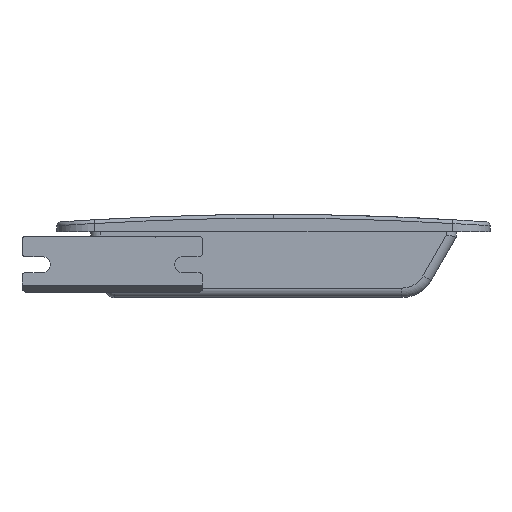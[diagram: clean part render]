
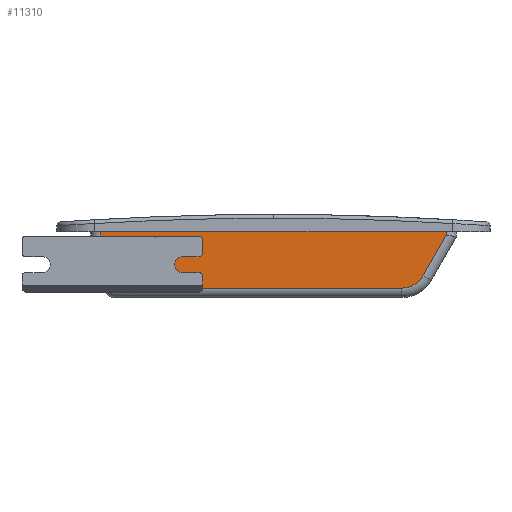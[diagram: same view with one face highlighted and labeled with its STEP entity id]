
A CAD part, front view. The second image highlights one B-rep face of the part: STEP entity #11310.
In plain terms, the highlighted planar face has unit normal (0, -1, 0).
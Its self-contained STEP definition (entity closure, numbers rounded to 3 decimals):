
#10674 = EDGE_CURVE ( 'NONE', #10675, #10676, #19476, .T. ) ;
#10675 = VERTEX_POINT ( 'NONE', #19467 ) ;
#10676 = VERTEX_POINT ( 'NONE', #19466 ) ;
#11096 = VERTEX_POINT ( 'NONE', #20798 ) ;
#11098 = EDGE_CURVE ( 'NONE', #11096, #11099, #20797, .T. ) ;
#11099 = VERTEX_POINT ( 'NONE', #20793 ) ;
#11289 = ORIENTED_EDGE ( 'NONE', *, *, #11098, .F. ) ;
#11290 = ORIENTED_EDGE ( 'NONE', *, *, #11291, .T. ) ;
#11291 = EDGE_CURVE ( 'NONE', #11096, #11292, #21220, .T. ) ;
#11292 = VERTEX_POINT ( 'NONE', #21216 ) ;
#11293 = ORIENTED_EDGE ( 'NONE', *, *, #11294, .T. ) ;
#11294 = EDGE_CURVE ( 'NONE', #11292, #11295, #21215, .T. ) ;
#11295 = VERTEX_POINT ( 'NONE', #21211 ) ;
#11296 = ORIENTED_EDGE ( 'NONE', *, *, #11297, .T. ) ;
#11297 = EDGE_CURVE ( 'NONE', #11295, #11298, #20954, .T. ) ;
#11298 = VERTEX_POINT ( 'NONE', #20946 ) ;
#11299 = ORIENTED_EDGE ( 'NONE', *, *, #11300, .T. ) ;
#11300 = EDGE_CURVE ( 'NONE', #11298, #11301, #20943, .T. ) ;
#11301 = VERTEX_POINT ( 'NONE', #21269 ) ;
#11310 = ADVANCED_FACE ( 'NONE', ( #21253, #21252 ), #21251, .T. ) ;
#11311 = EDGE_LOOP ( 'NONE', ( #11312, #11313 ) ) ;
#11312 = ORIENTED_EDGE ( 'NONE', *, *, #10674, .F. ) ;
#11313 = ORIENTED_EDGE ( 'NONE', *, *, #11314, .F. ) ;
#11314 = EDGE_CURVE ( 'NONE', #10676, #10675, #21244, .T. ) ;
#11315 = EDGE_LOOP ( 'NONE', ( #11289, #11290, #11293, #11296, #11299, #11355, #11358 ) ) ;
#11355 = ORIENTED_EDGE ( 'NONE', *, *, #11356, .T. ) ;
#11356 = EDGE_CURVE ( 'NONE', #11301, #11357, #21482, .T. ) ;
#11357 = VERTEX_POINT ( 'NONE', #21478 ) ;
#11358 = ORIENTED_EDGE ( 'NONE', *, *, #11359, .T. ) ;
#11359 = EDGE_CURVE ( 'NONE', #11357, #11099, #21477, .T. ) ;
#19466 = CARTESIAN_POINT ( 'NONE',  ( 0., -53., -8.05 ) ) ;
#19467 = CARTESIAN_POINT ( 'NONE',  ( 0., -53., 8.05 ) ) ;
#19468 = DIRECTION ( 'NONE',  ( 0., 0., -1. ) ) ;
#19469 = DIRECTION ( 'NONE',  ( 0., -1., 0. ) ) ;
#19470 = CARTESIAN_POINT ( 'NONE',  ( 0., -53., 0. ) ) ;
#19471 = AXIS2_PLACEMENT_3D ( 'NONE', #19470, #19469, #19468 ) ;
#19476 = CIRCLE ( 'NONE', #19471, 8.05 ) ;
#20793 = CARTESIAN_POINT ( 'NONE',  ( 163., -53., 17.5 ) ) ;
#20794 = DIRECTION ( 'NONE',  ( 1., 0., 0. ) ) ;
#20795 = VECTOR ( 'NONE', #20794, 1000. ) ;
#20796 = CARTESIAN_POINT ( 'NONE',  ( 168., -53., 17.5 ) ) ;
#20797 = LINE ( 'NONE', #20796, #20795 ) ;
#20798 = CARTESIAN_POINT ( 'NONE',  ( -21., -53., 17.5 ) ) ;
#20942 = AXIS2_PLACEMENT_3D ( 'NONE', #21272, #21271, #21270 ) ;
#20943 = CIRCLE ( 'NONE', #20942, 13. ) ;
#20946 = CARTESIAN_POINT ( 'NONE',  ( 139.132, -53., -12.5 ) ) ;
#20947 = DIRECTION ( 'NONE',  ( 1., 0., 0. ) ) ;
#20948 = VECTOR ( 'NONE', #20947, 1000. ) ;
#20949 = CARTESIAN_POINT ( 'NONE',  ( 139.132, -53., -12.5 ) ) ;
#20954 = LINE ( 'NONE', #20949, #20948 ) ;
#21211 = CARTESIAN_POINT ( 'NONE',  ( -13.589, -53., -12.5 ) ) ;
#21212 = DIRECTION ( 'NONE',  ( 0.259, 0., -0.966 ) ) ;
#21213 = VECTOR ( 'NONE', #21212, 1000. ) ;
#21214 = CARTESIAN_POINT ( 'NONE',  ( -13.589, -53., -12.5 ) ) ;
#21215 = LINE ( 'NONE', #21214, #21213 ) ;
#21216 = CARTESIAN_POINT ( 'NONE',  ( -21., -53., 15.158 ) ) ;
#21217 = DIRECTION ( 'NONE',  ( 0., 0., -1. ) ) ;
#21218 = VECTOR ( 'NONE', #21217, 1000. ) ;
#21219 = CARTESIAN_POINT ( 'NONE',  ( -21., -53., 14.5 ) ) ;
#21220 = LINE ( 'NONE', #21219, #21218 ) ;
#21241 = DIRECTION ( 'NONE',  ( 0., 0., -1. ) ) ;
#21242 = DIRECTION ( 'NONE',  ( 0., -1., 0. ) ) ;
#21243 = AXIS2_PLACEMENT_3D ( 'NONE', #21249, #21242, #21241 ) ;
#21244 = CIRCLE ( 'NONE', #21243, 8.05 ) ;
#21246 = DIRECTION ( 'NONE',  ( 0., 0., -1. ) ) ;
#21247 = DIRECTION ( 'NONE',  ( 0., -1., 0. ) ) ;
#21248 = AXIS2_PLACEMENT_3D ( 'NONE', #21250, #21247, #21246 ) ;
#21249 = CARTESIAN_POINT ( 'NONE',  ( 0., -53., 0. ) ) ;
#21250 = CARTESIAN_POINT ( 'NONE',  ( -13.589, -53., -12.5 ) ) ;
#21251 = PLANE ( 'NONE',  #21248 ) ;
#21252 = FACE_OUTER_BOUND ( 'NONE', #11315, .T. ) ;
#21253 = FACE_BOUND ( 'NONE', #11311, .T. ) ;
#21269 = CARTESIAN_POINT ( 'NONE',  ( 150.391, -53., -6. ) ) ;
#21270 = DIRECTION ( 'NONE',  ( 0., 0., -1. ) ) ;
#21271 = DIRECTION ( 'NONE',  ( 0., -1., 0. ) ) ;
#21272 = CARTESIAN_POINT ( 'NONE',  ( 139.132, -53., 0.5 ) ) ;
#21474 = DIRECTION ( 'NONE',  ( 0., 0., 1. ) ) ;
#21475 = VECTOR ( 'NONE', #21474, 1000. ) ;
#21476 = CARTESIAN_POINT ( 'NONE',  ( 163., -53., 17.5 ) ) ;
#21477 = LINE ( 'NONE', #21476, #21475 ) ;
#21478 = CARTESIAN_POINT ( 'NONE',  ( 163., -53., 15.84 ) ) ;
#21479 = DIRECTION ( 'NONE',  ( 0.5, 0., 0.866 ) ) ;
#21480 = VECTOR ( 'NONE', #21479, 1000. ) ;
#21481 = CARTESIAN_POINT ( 'NONE',  ( 163.67, -53., 17. ) ) ;
#21482 = LINE ( 'NONE', #21481, #21480 ) ;
